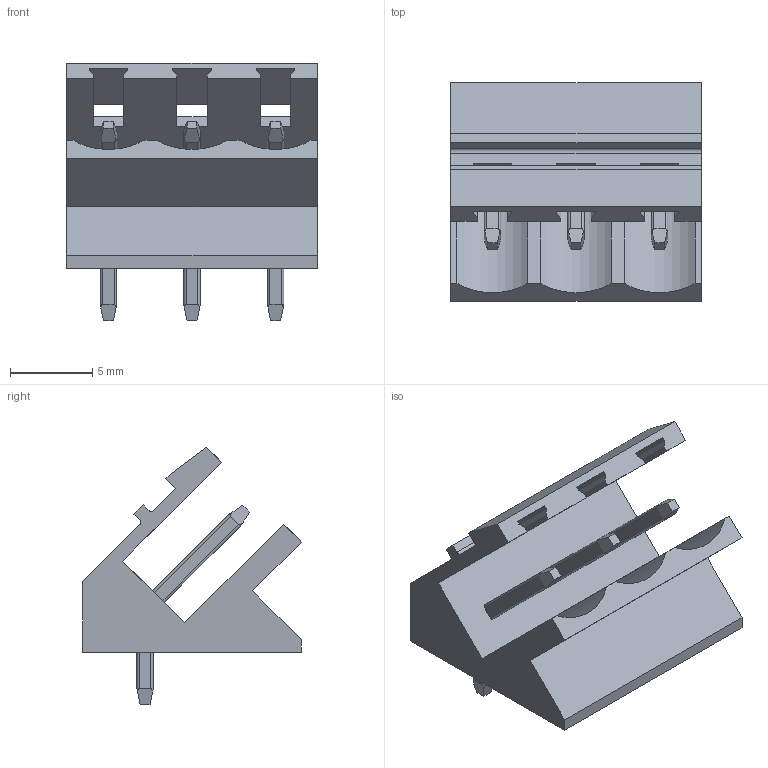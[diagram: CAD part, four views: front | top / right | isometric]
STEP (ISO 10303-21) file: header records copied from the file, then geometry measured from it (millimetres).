
FILE_DESCRIPTION(('CATIA V5 STEP Exchange','CAx-IF Rec.Pracs.--- Model Styling and Organization---1.4--- 2014-01-23'),'2;1');
FILE_NAME ('D1490189_0_1175330000_1175330000.stp','2021-06-18T10:23:01+00:00',('none'),('Weidmueller'),'CATIA Version 5-6 Release 2016 SP3 HF44','CATIA V5 STEP AP214','none');
FILE_SCHEMA(('AUTOMOTIVE_DESIGN { 1 0 10303 214 1 1 1 1 }'));
Length unit declared in the file: millimetre
Products named in the file (1): 1175330000
Bounding box: 15.24 x 13.3 x 15.67 mm (x, y, z)
Volume: 930.8 mm3; surface area: 1343.2 mm2
Topology: 4 solids, 4 shells, 169 faces, 465 edges, 298 vertices
Faces by surface type: plane 116, cylinder 53
Entity records: 6089 total; most frequent: CARTESIAN_POINT 1799, ORIENTED_EDGE 930, DIRECTION 693, EDGE_CURVE 465, VECTOR 359, LINE 359, VERTEX_POINT 298, AXIS2_PLACEMENT_3D 185
